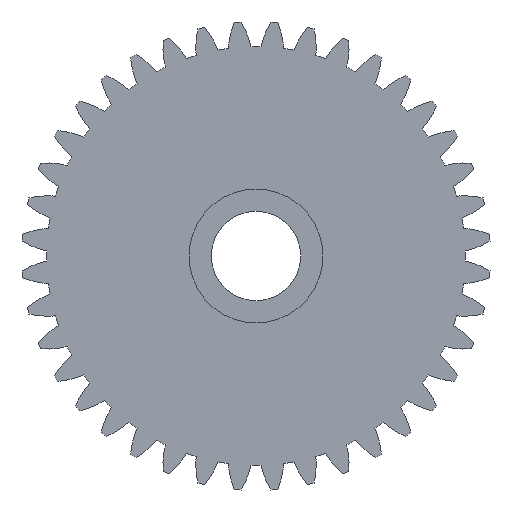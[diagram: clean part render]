
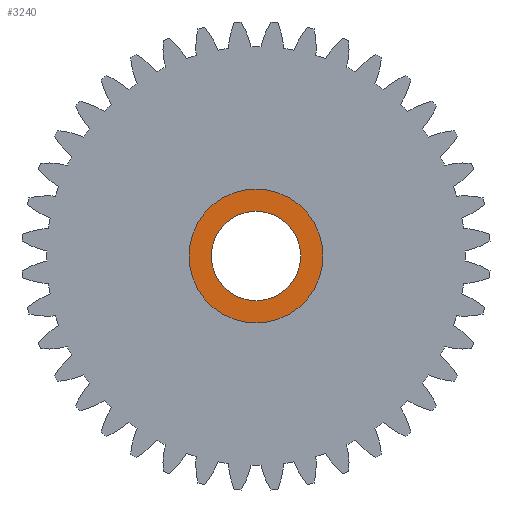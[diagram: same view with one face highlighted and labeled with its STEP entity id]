
A CAD part, left-side view. The second image highlights one B-rep face of the part: STEP entity #3240.
In plain terms, the highlighted planar face has unit normal (-1, 0, 0).
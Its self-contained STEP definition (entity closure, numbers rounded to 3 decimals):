
#180=FACE_BOUND('',#850,.T.);
#503=CIRCLE('',#3749,6.);
#504=CIRCLE('',#3750,4.);
#674=FACE_OUTER_BOUND('',#849,.T.);
#849=EDGE_LOOP('',(#3051));
#850=EDGE_LOOP('',(#3052));
#1547=VERTEX_POINT('',#5932);
#1548=VERTEX_POINT('',#5934);
#2049=EDGE_CURVE('',#1547,#1547,#503,.T.);
#2050=EDGE_CURVE('',#1548,#1548,#504,.T.);
#3051=ORIENTED_EDGE('',*,*,#2049,.T.);
#3052=ORIENTED_EDGE('',*,*,#2050,.F.);
#3070=PLANE('',#3748);
#3240=ADVANCED_FACE('',(#674,#180),#3070,.T.);
#3748=AXIS2_PLACEMENT_3D('',#5931,#4915,#4916);
#3749=AXIS2_PLACEMENT_3D('',#5933,#4917,#4918);
#3750=AXIS2_PLACEMENT_3D('',#5935,#4919,#4920);
#4915=DIRECTION('center_axis',(-1.,0.,0.));
#4916=DIRECTION('ref_axis',(0.,0.,1.));
#4917=DIRECTION('center_axis',(-1.,0.,0.));
#4918=DIRECTION('ref_axis',(0.,0.,1.));
#4919=DIRECTION('center_axis',(-1.,0.,0.));
#4920=DIRECTION('ref_axis',(0.,0.,1.));
#5931=CARTESIAN_POINT('Origin',(-1.3,0.,0.));
#5932=CARTESIAN_POINT('',(-1.3,0.,6.));
#5933=CARTESIAN_POINT('Origin',(-1.3,0.,0.));
#5934=CARTESIAN_POINT('',(-1.3,0.,4.));
#5935=CARTESIAN_POINT('Origin',(-1.3,0.,0.));
